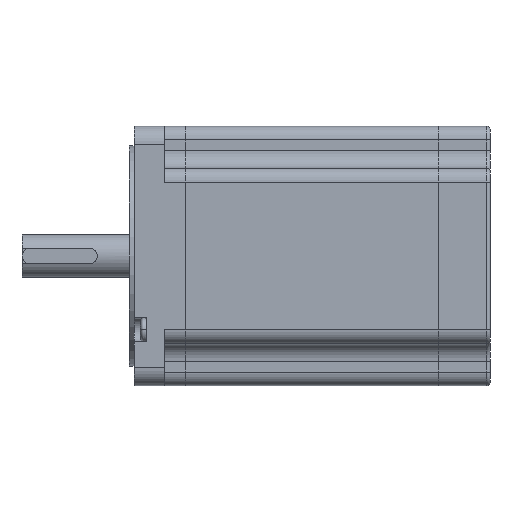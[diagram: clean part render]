
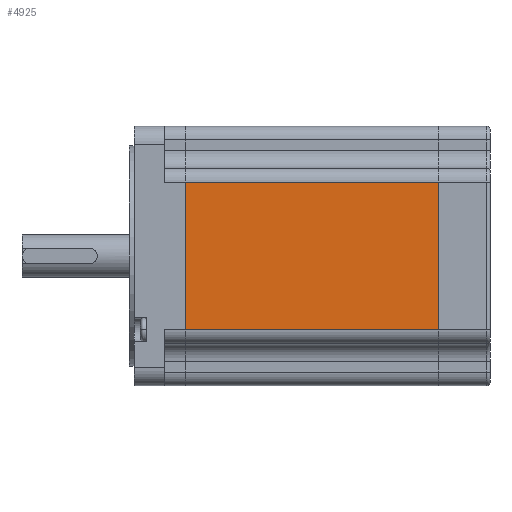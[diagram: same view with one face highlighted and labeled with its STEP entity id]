
A CAD part, left-side view. The second image highlights one B-rep face of the part: STEP entity #4925.
In plain terms, the highlighted planar face has unit normal (-1, 0, 0).
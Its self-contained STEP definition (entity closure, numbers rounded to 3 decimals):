
#96 = VERTEX_POINT ( 'NONE', #1422 ) ;
#187 = CARTESIAN_POINT ( 'NONE',  ( 0., 0., -67.5 ) ) ;
#549 = ORIENTED_EDGE ( 'NONE', *, *, #3857, .T. ) ;
#713 = EDGE_CURVE ( 'NONE', #4134, #6050, #3713, .T. ) ;
#1422 = CARTESIAN_POINT ( 'NONE',  ( 0., 84., -67.5 ) ) ;
#1519 = EDGE_CURVE ( 'NONE', #1801, #6050, #2154, .T. ) ;
#1801 = VERTEX_POINT ( 'NONE', #187 ) ;
#1946 = PLANE ( 'NONE',  #2641 ) ;
#1964 = CARTESIAN_POINT ( 'NONE',  ( 0., 84., -18.5 ) ) ;
#1970 = VECTOR ( 'NONE', #6299, 1000. ) ;
#2154 = LINE ( 'NONE', #7016, #3756 ) ;
#2470 = ORIENTED_EDGE ( 'NONE', *, *, #713, .F. ) ;
#2560 = DIRECTION ( 'NONE',  ( 0., 0., -1. ) ) ;
#2641 = AXIS2_PLACEMENT_3D ( 'NONE', #1964, #6071, #2560 ) ;
#3065 = VECTOR ( 'NONE', #5798, 1000. ) ;
#3713 = LINE ( 'NONE', #5296, #6788 ) ;
#3756 = VECTOR ( 'NONE', #3773, 1000. ) ;
#3773 = DIRECTION ( 'NONE',  ( 0., 0., 1. ) ) ;
#3857 = EDGE_CURVE ( 'NONE', #96, #1801, #6490, .T. ) ;
#4134 = VERTEX_POINT ( 'NONE', #7008 ) ;
#4209 = EDGE_LOOP ( 'NONE', ( #6125, #2470, #4211, #549 ) ) ;
#4211 = ORIENTED_EDGE ( 'NONE', *, *, #5301, .F. ) ;
#4925 = ADVANCED_FACE ( 'NONE', ( #4970 ), #1946, .F. ) ;
#4970 = FACE_OUTER_BOUND ( 'NONE', #4209, .T. ) ;
#5249 = DIRECTION ( 'NONE',  ( 0., -1., 0. ) ) ;
#5296 = CARTESIAN_POINT ( 'NONE',  ( 0., 84., -18.5 ) ) ;
#5301 = EDGE_CURVE ( 'NONE', #96, #4134, #6146, .T. ) ;
#5557 = CARTESIAN_POINT ( 'NONE',  ( 0., 0., -18.5 ) ) ;
#5732 = CARTESIAN_POINT ( 'NONE',  ( 0., 84., -67.5 ) ) ;
#5798 = DIRECTION ( 'NONE',  ( 0., 0., 1. ) ) ;
#6050 = VERTEX_POINT ( 'NONE', #5557 ) ;
#6071 = DIRECTION ( 'NONE',  ( 1., 0., 0. ) ) ;
#6125 = ORIENTED_EDGE ( 'NONE', *, *, #1519, .T. ) ;
#6146 = LINE ( 'NONE', #6387, #3065 ) ;
#6299 = DIRECTION ( 'NONE',  ( 0., -1., 0. ) ) ;
#6387 = CARTESIAN_POINT ( 'NONE',  ( 0., 84., -18.5 ) ) ;
#6490 = LINE ( 'NONE', #5732, #1970 ) ;
#6788 = VECTOR ( 'NONE', #5249, 1000. ) ;
#7008 = CARTESIAN_POINT ( 'NONE',  ( 0., 84., -18.5 ) ) ;
#7016 = CARTESIAN_POINT ( 'NONE',  ( 0., 0., -18.5 ) ) ;
